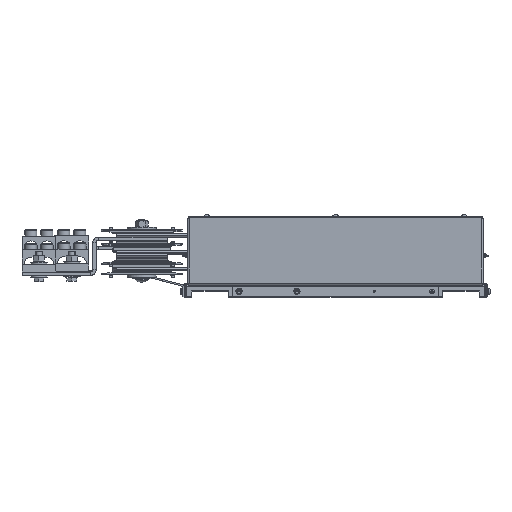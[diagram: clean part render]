
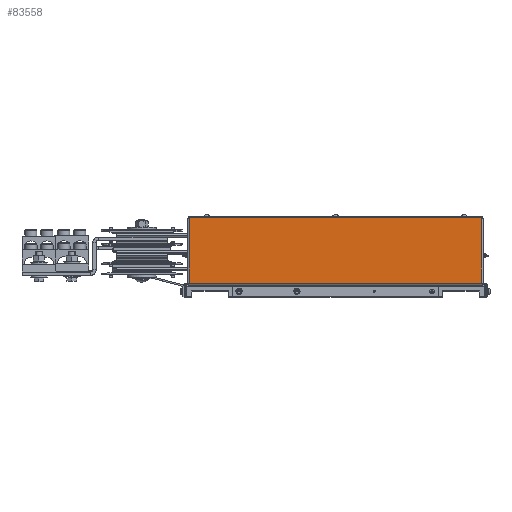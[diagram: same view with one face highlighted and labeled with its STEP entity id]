
A CAD part, top view. The second image highlights one B-rep face of the part: STEP entity #83558.
In plain terms, the highlighted planar face has unit normal (0, 0, 1).
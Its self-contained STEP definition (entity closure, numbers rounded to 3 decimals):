
#82652=DIRECTION('',(0.,1.,0.));
#82653=VECTOR('',#82652,0.04);
#82654=CARTESIAN_POINT('',(-23.177,-5.233,0.));
#82655=LINE('',#82654,#82653);
#82656=DIRECTION('',(1.,0.,0.));
#82657=VECTOR('',#82656,0.06);
#82658=CARTESIAN_POINT('',(-23.177,-5.193,0.));
#82659=LINE('',#82658,#82657);
#82660=DIRECTION('',(-1.,0.,0.));
#82661=VECTOR('',#82660,0.06);
#82662=CARTESIAN_POINT('',(-23.117,-0.153,0.));
#82663=LINE('',#82662,#82661);
#82664=DIRECTION('',(0.,1.,0.));
#82665=VECTOR('',#82664,0.04);
#82666=CARTESIAN_POINT('',(-23.177,-0.153,0.));
#82667=LINE('',#82666,#82665);
#82668=DIRECTION('',(1.,0.,0.));
#82669=VECTOR('',#82668,22.88);
#82670=CARTESIAN_POINT('',(-23.177,-0.113,0.));
#82671=LINE('',#82670,#82669);
#82672=DIRECTION('',(0.,-1.,0.));
#82673=VECTOR('',#82672,0.04);
#82674=CARTESIAN_POINT('',(-0.297,-0.113,0.));
#82675=LINE('',#82674,#82673);
#82676=DIRECTION('',(-1.,0.,0.));
#82677=VECTOR('',#82676,0.06);
#82678=CARTESIAN_POINT('',(-0.297,-0.153,0.));
#82679=LINE('',#82678,#82677);
#82680=DIRECTION('',(1.,0.,0.));
#82681=VECTOR('',#82680,0.06);
#82682=CARTESIAN_POINT('',(-0.357,-5.193,0.));
#82683=LINE('',#82682,#82681);
#82684=DIRECTION('',(0.,-1.,0.));
#82685=VECTOR('',#82684,0.04);
#82686=CARTESIAN_POINT('',(-0.297,-5.193,0.));
#82687=LINE('',#82686,#82685);
#82688=DIRECTION('',(1.,0.,0.));
#82689=VECTOR('',#82688,22.88);
#82690=CARTESIAN_POINT('',(-23.177,-5.233,0.));
#82691=LINE('',#82690,#82689);
#82956=DIRECTION('',(0.,-1.,0.));
#82957=VECTOR('',#82956,5.04);
#82958=CARTESIAN_POINT('',(-23.117,-0.153,0.));
#82959=LINE('',#82958,#82957);
#83052=DIRECTION('',(0.,1.,0.));
#83053=VECTOR('',#83052,5.04);
#83054=CARTESIAN_POINT('',(-0.357,-5.193,0.));
#83055=LINE('',#83054,#83053);
#83160=CARTESIAN_POINT('',(-23.177,-0.113,0.));
#83161=VERTEX_POINT('',#83160);
#83162=CARTESIAN_POINT('',(-0.297,-0.113,
0.));
#83163=VERTEX_POINT('',#83162);
#83172=CARTESIAN_POINT('',(-23.177,-5.233,0.));
#83174=VERTEX_POINT('',#83172);
#83178=CARTESIAN_POINT('',(-0.297,-5.233,
0.));
#83180=VERTEX_POINT('',#83178);
#83204=CARTESIAN_POINT('',(-0.297,-0.153,0.));
#83205=CARTESIAN_POINT('',(-0.357,-0.153,0.));
#83206=VERTEX_POINT('',#83204);
#83207=VERTEX_POINT('',#83205);
#83208=CARTESIAN_POINT('',(-0.297,-5.193,0.));
#83209=CARTESIAN_POINT('',(-0.357,-5.193,0.));
#83210=VERTEX_POINT('',#83208);
#83211=VERTEX_POINT('',#83209);
#83240=CARTESIAN_POINT('',(-23.177,-5.193,0.));
#83241=CARTESIAN_POINT('',(-23.117,-5.193,0.));
#83242=VERTEX_POINT('',#83240);
#83243=VERTEX_POINT('',#83241);
#83244=CARTESIAN_POINT('',(-23.177,-0.153,0.));
#83245=CARTESIAN_POINT('',(-23.117,-0.153,0.));
#83246=VERTEX_POINT('',#83244);
#83247=VERTEX_POINT('',#83245);
#83528=CARTESIAN_POINT('',(-23.177,-0.113,0.));
#83529=DIRECTION('',(0.,0.,1.));
#83530=DIRECTION('',(0.,-1.,0.));
#83531=AXIS2_PLACEMENT_3D('',#83528,#83529,#83530);
#83532=PLANE('',#83531);
#83534=ORIENTED_EDGE('',*,*,#83533,.F.);
#83536=ORIENTED_EDGE('',*,*,#83535,.T.);
#83538=ORIENTED_EDGE('',*,*,#83537,.T.);
#83540=ORIENTED_EDGE('',*,*,#83539,.F.);
#83542=ORIENTED_EDGE('',*,*,#83541,.T.);
#83544=ORIENTED_EDGE('',*,*,#83543,.T.);
#83545=ORIENTED_EDGE('',*,*,#83438,.T.);
#83547=ORIENTED_EDGE('',*,*,#83546,.T.);
#83549=ORIENTED_EDGE('',*,*,#83548,.T.);
#83551=ORIENTED_EDGE('',*,*,#83550,.F.);
#83553=ORIENTED_EDGE('',*,*,#83552,.T.);
#83555=ORIENTED_EDGE('',*,*,#83554,.T.);
#83556=EDGE_LOOP('',(#83534,#83536,#83538,#83540,#83542,#83544,#83545,#83547,
#83549,#83551,#83553,#83555));
#83557=FACE_OUTER_BOUND('',#83556,.F.);
#83558=ADVANCED_FACE('',(#83557),#83532,.T.);
#83438=EDGE_CURVE('',#83161,#83163,#82671,.T.);
#83533=EDGE_CURVE('',#83174,#83180,#82691,.T.);
#83535=EDGE_CURVE('',#83174,#83242,#82655,.T.);
#83537=EDGE_CURVE('',#83242,#83243,#82659,.T.);
#83539=EDGE_CURVE('',#83247,#83243,#82959,.T.);
#83541=EDGE_CURVE('',#83247,#83246,#82663,.T.);
#83543=EDGE_CURVE('',#83246,#83161,#82667,.T.);
#83546=EDGE_CURVE('',#83163,#83206,#82675,.T.);
#83548=EDGE_CURVE('',#83206,#83207,#82679,.T.);
#83550=EDGE_CURVE('',#83211,#83207,#83055,.T.);
#83552=EDGE_CURVE('',#83211,#83210,#82683,.T.);
#83554=EDGE_CURVE('',#83210,#83180,#82687,.T.);
